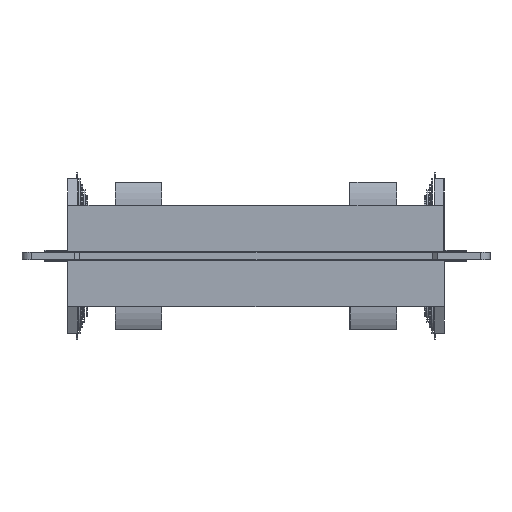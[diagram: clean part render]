
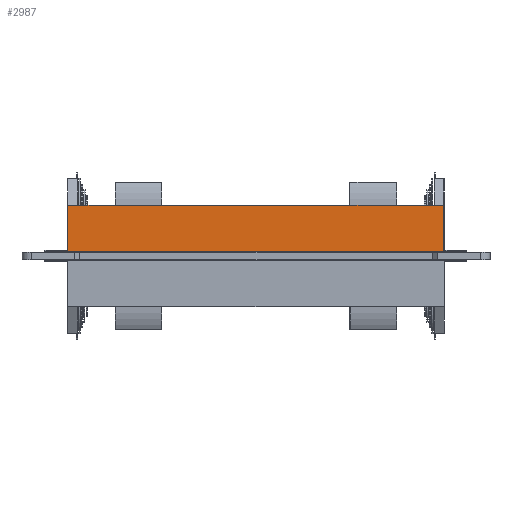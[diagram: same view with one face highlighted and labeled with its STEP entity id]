
A CAD part, front view. The second image highlights one B-rep face of the part: STEP entity #2987.
In plain terms, the highlighted planar face has unit normal (0, -1, 0).
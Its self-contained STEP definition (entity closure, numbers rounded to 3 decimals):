
#451 = PLANE('',#452);
#452 = AXIS2_PLACEMENT_3D('',#453,#454,#455);
#453 = CARTESIAN_POINT('',(38.525,0.,8.36));
#454 = DIRECTION('',(1.,0.,0.));
#455 = DIRECTION('',(0.,0.,1.));
#653 = PLANE('',#654);
#654 = AXIS2_PLACEMENT_3D('',#655,#656,#657);
#655 = CARTESIAN_POINT('',(-38.525,0.,8.36));
#656 = DIRECTION('',(-1.,0.,0.));
#657 = DIRECTION('',(0.,0.,-1.));
#746 = PLANE('',#747);
#747 = AXIS2_PLACEMENT_3D('',#748,#749,#750);
#748 = CARTESIAN_POINT('',(0.,0.,0.1));
#749 = DIRECTION('',(0.,0.,1.));
#750 = DIRECTION('',(1.,0.,0.));
#1039 = PLANE('',#1040);
#1040 = AXIS2_PLACEMENT_3D('',#1041,#1042,#1043);
#1041 = CARTESIAN_POINT('',(0.,-9.537,9.6));
#1042 = DIRECTION('',(0.,0.,1.));
#1043 = DIRECTION('',(0.,1.,0.));
#1283 = EDGE_CURVE('',#1284,#1286,#1288,.T.);
#1284 = VERTEX_POINT('',#1285);
#1285 = CARTESIAN_POINT('',(38.525,-10.325,0.1));
#1286 = VERTEX_POINT('',#1287);
#1287 = CARTESIAN_POINT('',(38.525,-10.325,9.6));
#1288 = SURFACE_CURVE('',#1289,(#1293,#1300),.PCURVE_S1.);
#1289 = LINE('',#1290,#1291);
#1290 = CARTESIAN_POINT('',(38.525,-10.325,0.1));
#1291 = VECTOR('',#1292,1.);
#1292 = DIRECTION('',(0.,0.,1.));
#1293 = PCURVE('',#451,#1294);
#1294 = DEFINITIONAL_REPRESENTATION('',(#1295),#1299);
#1295 = LINE('',#1296,#1297);
#1296 = CARTESIAN_POINT('',(-8.26,10.325));
#1297 = VECTOR('',#1298,1.);
#1298 = DIRECTION('',(1.,0.));
#1299 = ( GEOMETRIC_REPRESENTATION_CONTEXT(2) 
PARAMETRIC_REPRESENTATION_CONTEXT() REPRESENTATION_CONTEXT('2D SPACE',''
  ) );
#1300 = PCURVE('',#1301,#1306);
#1301 = PLANE('',#1302);
#1302 = AXIS2_PLACEMENT_3D('',#1303,#1304,#1305);
#1303 = CARTESIAN_POINT('',(-38.525,-10.325,0.1));
#1304 = DIRECTION('',(0.,1.,0.));
#1305 = DIRECTION('',(1.,0.,0.));
#1306 = DEFINITIONAL_REPRESENTATION('',(#1307),#1311);
#1307 = LINE('',#1308,#1309);
#1308 = CARTESIAN_POINT('',(77.05,0.));
#1309 = VECTOR('',#1310,1.);
#1310 = DIRECTION('',(0.,-1.));
#1311 = ( GEOMETRIC_REPRESENTATION_CONTEXT(2) 
PARAMETRIC_REPRESENTATION_CONTEXT() REPRESENTATION_CONTEXT('2D SPACE',''
  ) );
#1752 = VERTEX_POINT('',#1753);
#1753 = CARTESIAN_POINT('',(-38.525,-10.325,0.1));
#1774 = EDGE_CURVE('',#1752,#1775,#1777,.T.);
#1775 = VERTEX_POINT('',#1776);
#1776 = CARTESIAN_POINT('',(-38.525,-10.325,9.6));
#1777 = SURFACE_CURVE('',#1778,(#1782,#1789),.PCURVE_S1.);
#1778 = LINE('',#1779,#1780);
#1779 = CARTESIAN_POINT('',(-38.525,-10.325,0.1));
#1780 = VECTOR('',#1781,1.);
#1781 = DIRECTION('',(0.,0.,1.));
#1782 = PCURVE('',#653,#1783);
#1783 = DEFINITIONAL_REPRESENTATION('',(#1784),#1788);
#1784 = LINE('',#1785,#1786);
#1785 = CARTESIAN_POINT('',(8.26,10.325));
#1786 = VECTOR('',#1787,1.);
#1787 = DIRECTION('',(-1.,0.));
#1788 = ( GEOMETRIC_REPRESENTATION_CONTEXT(2) 
PARAMETRIC_REPRESENTATION_CONTEXT() REPRESENTATION_CONTEXT('2D SPACE',''
  ) );
#1789 = PCURVE('',#1301,#1790);
#1790 = DEFINITIONAL_REPRESENTATION('',(#1791),#1795);
#1791 = LINE('',#1792,#1793);
#1792 = CARTESIAN_POINT('',(0.,0.));
#1793 = VECTOR('',#1794,1.);
#1794 = DIRECTION('',(0.,-1.));
#1795 = ( GEOMETRIC_REPRESENTATION_CONTEXT(2) 
PARAMETRIC_REPRESENTATION_CONTEXT() REPRESENTATION_CONTEXT('2D SPACE',''
  ) );
#2097 = EDGE_CURVE('',#1752,#1284,#2098,.T.);
#2098 = SURFACE_CURVE('',#2099,(#2103,#2110),.PCURVE_S1.);
#2099 = LINE('',#2100,#2101);
#2100 = CARTESIAN_POINT('',(-38.525,-10.325,0.1));
#2101 = VECTOR('',#2102,1.);
#2102 = DIRECTION('',(1.,0.,0.));
#2103 = PCURVE('',#746,#2104);
#2104 = DEFINITIONAL_REPRESENTATION('',(#2105),#2109);
#2105 = LINE('',#2106,#2107);
#2106 = CARTESIAN_POINT('',(-38.525,-10.325));
#2107 = VECTOR('',#2108,1.);
#2108 = DIRECTION('',(1.,0.));
#2109 = ( GEOMETRIC_REPRESENTATION_CONTEXT(2) 
PARAMETRIC_REPRESENTATION_CONTEXT() REPRESENTATION_CONTEXT('2D SPACE',''
  ) );
#2110 = PCURVE('',#1301,#2111);
#2111 = DEFINITIONAL_REPRESENTATION('',(#2112),#2116);
#2112 = LINE('',#2113,#2114);
#2113 = CARTESIAN_POINT('',(0.,0.));
#2114 = VECTOR('',#2115,1.);
#2115 = DIRECTION('',(1.,0.));
#2116 = ( GEOMETRIC_REPRESENTATION_CONTEXT(2) 
PARAMETRIC_REPRESENTATION_CONTEXT() REPRESENTATION_CONTEXT('2D SPACE',''
  ) );
#2431 = EDGE_CURVE('',#1775,#2432,#2434,.T.);
#2432 = VERTEX_POINT('',#2433);
#2433 = CARTESIAN_POINT('',(-28.82,-10.325,9.6));
#2434 = SURFACE_CURVE('',#2435,(#2439,#2446),.PCURVE_S1.);
#2435 = LINE('',#2436,#2437);
#2436 = CARTESIAN_POINT('',(-38.525,-10.325,9.6));
#2437 = VECTOR('',#2438,1.);
#2438 = DIRECTION('',(1.,0.,0.));
#2439 = PCURVE('',#1039,#2440);
#2440 = DEFINITIONAL_REPRESENTATION('',(#2441),#2445);
#2441 = LINE('',#2442,#2443);
#2442 = CARTESIAN_POINT('',(-0.788,38.525));
#2443 = VECTOR('',#2444,1.);
#2444 = DIRECTION('',(0.,-1.));
#2445 = ( GEOMETRIC_REPRESENTATION_CONTEXT(2) 
PARAMETRIC_REPRESENTATION_CONTEXT() REPRESENTATION_CONTEXT('2D SPACE',''
  ) );
#2446 = PCURVE('',#1301,#2447);
#2447 = DEFINITIONAL_REPRESENTATION('',(#2448),#2452);
#2448 = LINE('',#2449,#2450);
#2449 = CARTESIAN_POINT('',(0.,-9.5));
#2450 = VECTOR('',#2451,1.);
#2451 = DIRECTION('',(1.,0.));
#2452 = ( GEOMETRIC_REPRESENTATION_CONTEXT(2) 
PARAMETRIC_REPRESENTATION_CONTEXT() REPRESENTATION_CONTEXT('2D SPACE',''
  ) );
#2511 = VERTEX_POINT('',#2512);
#2512 = CARTESIAN_POINT('',(-19.263,-10.325,9.6));
#2538 = EDGE_CURVE('',#2511,#2539,#2541,.T.);
#2539 = VERTEX_POINT('',#2540);
#2540 = CARTESIAN_POINT('',(19.263,-10.325,9.6));
#2541 = SURFACE_CURVE('',#2542,(#2546,#2553),.PCURVE_S1.);
#2542 = LINE('',#2543,#2544);
#2543 = CARTESIAN_POINT('',(-38.525,-10.325,9.6));
#2544 = VECTOR('',#2545,1.);
#2545 = DIRECTION('',(1.,0.,0.));
#2546 = PCURVE('',#1039,#2547);
#2547 = DEFINITIONAL_REPRESENTATION('',(#2548),#2552);
#2548 = LINE('',#2549,#2550);
#2549 = CARTESIAN_POINT('',(-0.788,38.525));
#2550 = VECTOR('',#2551,1.);
#2551 = DIRECTION('',(0.,-1.));
#2552 = ( GEOMETRIC_REPRESENTATION_CONTEXT(2) 
PARAMETRIC_REPRESENTATION_CONTEXT() REPRESENTATION_CONTEXT('2D SPACE',''
  ) );
#2553 = PCURVE('',#1301,#2554);
#2554 = DEFINITIONAL_REPRESENTATION('',(#2555),#2559);
#2555 = LINE('',#2556,#2557);
#2556 = CARTESIAN_POINT('',(0.,-9.5));
#2557 = VECTOR('',#2558,1.);
#2558 = DIRECTION('',(1.,0.));
#2559 = ( GEOMETRIC_REPRESENTATION_CONTEXT(2) 
PARAMETRIC_REPRESENTATION_CONTEXT() REPRESENTATION_CONTEXT('2D SPACE',''
  ) );
#2618 = VERTEX_POINT('',#2619);
#2619 = CARTESIAN_POINT('',(28.82,-10.325,9.6));
#2645 = EDGE_CURVE('',#2618,#1286,#2646,.T.);
#2646 = SURFACE_CURVE('',#2647,(#2651,#2658),.PCURVE_S1.);
#2647 = LINE('',#2648,#2649);
#2648 = CARTESIAN_POINT('',(-38.525,-10.325,9.6));
#2649 = VECTOR('',#2650,1.);
#2650 = DIRECTION('',(1.,0.,0.));
#2651 = PCURVE('',#1039,#2652);
#2652 = DEFINITIONAL_REPRESENTATION('',(#2653),#2657);
#2653 = LINE('',#2654,#2655);
#2654 = CARTESIAN_POINT('',(-0.788,38.525));
#2655 = VECTOR('',#2656,1.);
#2656 = DIRECTION('',(0.,-1.));
#2657 = ( GEOMETRIC_REPRESENTATION_CONTEXT(2) 
PARAMETRIC_REPRESENTATION_CONTEXT() REPRESENTATION_CONTEXT('2D SPACE',''
  ) );
#2658 = PCURVE('',#1301,#2659);
#2659 = DEFINITIONAL_REPRESENTATION('',(#2660),#2664);
#2660 = LINE('',#2661,#2662);
#2661 = CARTESIAN_POINT('',(0.,-9.5));
#2662 = VECTOR('',#2663,1.);
#2663 = DIRECTION('',(1.,0.));
#2664 = ( GEOMETRIC_REPRESENTATION_CONTEXT(2) 
PARAMETRIC_REPRESENTATION_CONTEXT() REPRESENTATION_CONTEXT('2D SPACE',''
  ) );
#2987 = ADVANCED_FACE('',(#2988),#1301,.F.);
#2988 = FACE_BOUND('',#2989,.F.);
#2989 = EDGE_LOOP('',(#2990,#2991,#2992,#2993,#3019,#3020,#3046,#3047));
#2990 = ORIENTED_EDGE('',*,*,#2097,.F.);
#2991 = ORIENTED_EDGE('',*,*,#1774,.T.);
#2992 = ORIENTED_EDGE('',*,*,#2431,.T.);
#2993 = ORIENTED_EDGE('',*,*,#2994,.T.);
#2994 = EDGE_CURVE('',#2432,#2511,#2995,.T.);
#2995 = SURFACE_CURVE('',#2996,(#3000,#3007),.PCURVE_S1.);
#2996 = LINE('',#2997,#2998);
#2997 = CARTESIAN_POINT('',(-38.525,-10.325,9.6));
#2998 = VECTOR('',#2999,1.);
#2999 = DIRECTION('',(1.,0.,0.));
#3000 = PCURVE('',#1301,#3001);
#3001 = DEFINITIONAL_REPRESENTATION('',(#3002),#3006);
#3002 = LINE('',#3003,#3004);
#3003 = CARTESIAN_POINT('',(0.,-9.5));
#3004 = VECTOR('',#3005,1.);
#3005 = DIRECTION('',(1.,0.));
#3006 = ( GEOMETRIC_REPRESENTATION_CONTEXT(2) 
PARAMETRIC_REPRESENTATION_CONTEXT() REPRESENTATION_CONTEXT('2D SPACE',''
  ) );
#3007 = PCURVE('',#3008,#3013);
#3008 = CYLINDRICAL_SURFACE('',#3009,9.);
#3009 = AXIS2_PLACEMENT_3D('',#3010,#3011,#3012);
#3010 = CARTESIAN_POINT('',(-32.5,-1.325,9.6));
#3011 = DIRECTION('',(-1.,0.,0.));
#3012 = DIRECTION('',(0.,1.,0.));
#3013 = DEFINITIONAL_REPRESENTATION('',(#3014),#3018);
#3014 = LINE('',#3015,#3016);
#3015 = CARTESIAN_POINT('',(3.142,6.025));
#3016 = VECTOR('',#3017,1.);
#3017 = DIRECTION('',(0.,-1.));
#3018 = ( GEOMETRIC_REPRESENTATION_CONTEXT(2) 
PARAMETRIC_REPRESENTATION_CONTEXT() REPRESENTATION_CONTEXT('2D SPACE',''
  ) );
#3019 = ORIENTED_EDGE('',*,*,#2538,.T.);
#3020 = ORIENTED_EDGE('',*,*,#3021,.T.);
#3021 = EDGE_CURVE('',#2539,#2618,#3022,.T.);
#3022 = SURFACE_CURVE('',#3023,(#3027,#3034),.PCURVE_S1.);
#3023 = LINE('',#3024,#3025);
#3024 = CARTESIAN_POINT('',(-38.525,-10.325,9.6));
#3025 = VECTOR('',#3026,1.);
#3026 = DIRECTION('',(1.,0.,0.));
#3027 = PCURVE('',#1301,#3028);
#3028 = DEFINITIONAL_REPRESENTATION('',(#3029),#3033);
#3029 = LINE('',#3030,#3031);
#3030 = CARTESIAN_POINT('',(0.,-9.5));
#3031 = VECTOR('',#3032,1.);
#3032 = DIRECTION('',(1.,0.));
#3033 = ( GEOMETRIC_REPRESENTATION_CONTEXT(2) 
PARAMETRIC_REPRESENTATION_CONTEXT() REPRESENTATION_CONTEXT('2D SPACE',''
  ) );
#3034 = PCURVE('',#3035,#3040);
#3035 = CYLINDRICAL_SURFACE('',#3036,9.);
#3036 = AXIS2_PLACEMENT_3D('',#3037,#3038,#3039);
#3037 = CARTESIAN_POINT('',(-32.5,-1.325,9.6));
#3038 = DIRECTION('',(-1.,0.,0.));
#3039 = DIRECTION('',(0.,1.,0.));
#3040 = DEFINITIONAL_REPRESENTATION('',(#3041),#3045);
#3041 = LINE('',#3042,#3043);
#3042 = CARTESIAN_POINT('',(3.142,6.025));
#3043 = VECTOR('',#3044,1.);
#3044 = DIRECTION('',(0.,-1.));
#3045 = ( GEOMETRIC_REPRESENTATION_CONTEXT(2) 
PARAMETRIC_REPRESENTATION_CONTEXT() REPRESENTATION_CONTEXT('2D SPACE',''
  ) );
#3046 = ORIENTED_EDGE('',*,*,#2645,.T.);
#3047 = ORIENTED_EDGE('',*,*,#1283,.F.);
